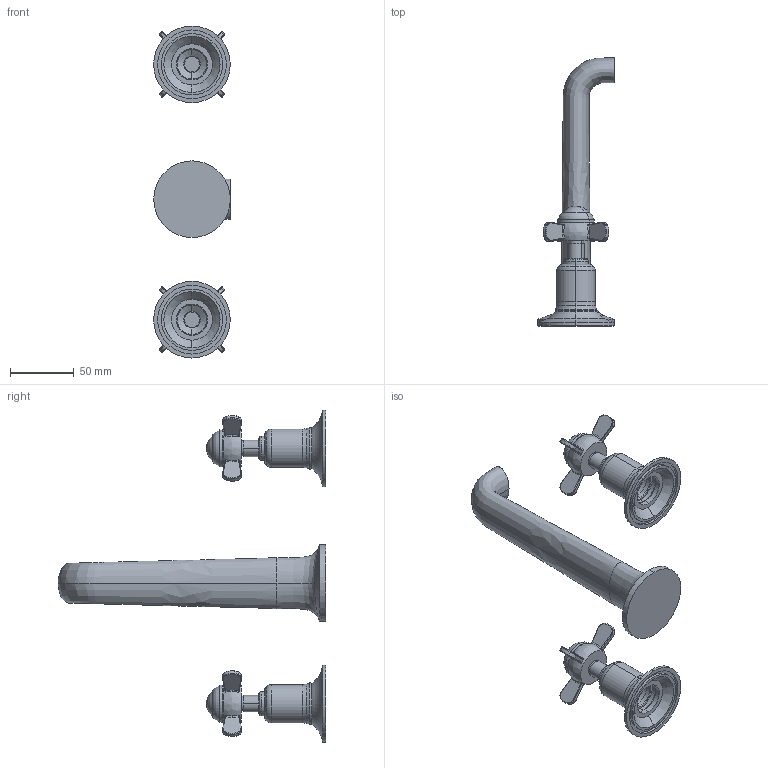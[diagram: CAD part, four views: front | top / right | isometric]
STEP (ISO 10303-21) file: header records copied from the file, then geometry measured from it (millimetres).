
FILE_DESCRIPTION((''),'2;1');
FILE_NAME('98089A_ASM','2018-08-12T',('MQ'),(''),'PRO/ENGINEER BY PARAMETRIC TECHNOLOGY CORPORATION, 2012130','PRO/ENGINEER BY PARAMETRIC TECHNOLOGY CORPORATION, 2012130','');
FILE_SCHEMA(('CONFIG_CONTROL_DESIGN'));
Products named in the file (16): MANIFOLD_SOLID_BREP_179_1; MANIFOLD_SOLID_BREP_184_1; MANIFOLD_SOLID_BREP_185_1; MANIFOLD_SOLID_BREP_8482; MANIFOLD_SOLID_BREP_8570; MANIFOLD_SOLID_BREP_189_2_ASM; MANIFOLD_SOLID_BREP_9620; MANIFOLD_SOLID_BREP_9708; MANIFOLD_SOLID_BREP_190_2_ASM; ADMI2EE448WE_ASM_3_ASM; 85089A_ASM_2_ASM; ACCROSSHANDLE-04; ACCROSSHANDLE-03; ACC-05; ACCROSSHANDLE_ASM; 98089A_ASM
Assembly tree (16 placements, depth 5):
  98089A_ASM
    85089A_ASM_2_ASM
      ADMI2EE448WE_ASM_3_ASM
        MANIFOLD_SOLID_BREP_179_1
        MANIFOLD_SOLID_BREP_184_1
        MANIFOLD_SOLID_BREP_185_1
        MANIFOLD_SOLID_BREP_189_2_ASM
          MANIFOLD_SOLID_BREP_8482
          MANIFOLD_SOLID_BREP_8570
        MANIFOLD_SOLID_BREP_190_2_ASM
          MANIFOLD_SOLID_BREP_9620
          MANIFOLD_SOLID_BREP_9708
    ACCROSSHANDLE_ASM  x2
      ACCROSSHANDLE-04
      ACCROSSHANDLE-03
      ACC-05
Bounding box: 60.04 x 209.75 x 260 mm (x, y, z)
Volume: 137453.3 mm3; surface area: 92140.9 mm2
Topology: 13 solids, 13 shells, 410 faces, 914 edges, 547 vertices
Faces by surface type: cylinder 112, torus 100, bspline 97, plane 73, cone 24, sphere 4
Entity records: 14938 total; most frequent: CARTESIAN_POINT 8505, DIRECTION 1348, ORIENTED_EDGE 1256, EDGE_CURVE 628, AXIS2_PLACEMENT_3D 613, VERTEX_POINT 376, CIRCLE 342, EDGE_LOOP 314
